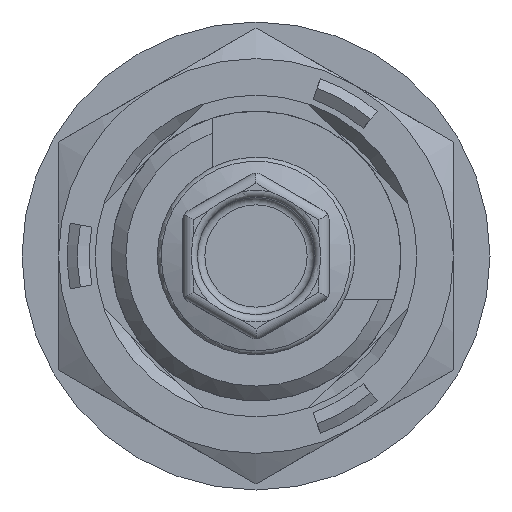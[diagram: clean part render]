
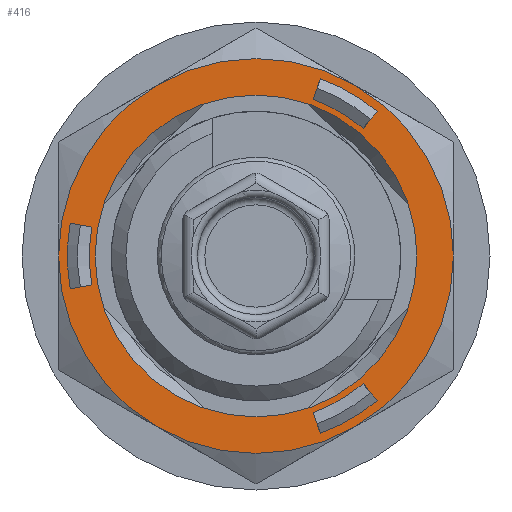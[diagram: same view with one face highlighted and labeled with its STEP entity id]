
A CAD part, front view. The second image highlights one B-rep face of the part: STEP entity #416.
In plain terms, the highlighted face is planar.
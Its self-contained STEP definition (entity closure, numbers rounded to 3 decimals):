
#416 = ADVANCED_FACE( '', ( #872, #873, #874, #875, #876 ), #877, .T. );
#872 = FACE_BOUND( '', #1410, .T. );
#873 = FACE_BOUND( '', #1411, .T. );
#874 = FACE_BOUND( '', #1412, .T. );
#875 = FACE_BOUND( '', #1413, .T. );
#876 = FACE_OUTER_BOUND( '', #1414, .T. );
#877 = PLANE( '', #1415 );
#1410 = EDGE_LOOP( '', ( #2268 ) );
#1411 = EDGE_LOOP( '', ( #2269, #2270, #2271, #2272 ) );
#1412 = EDGE_LOOP( '', ( #2273, #2274, #2275, #2276 ) );
#1413 = EDGE_LOOP( '', ( #2277, #2278, #2279, #2280 ) );
#1414 = EDGE_LOOP( '', ( #2281, #2282, #2283, #2284, #2285, #2286 ) );
#1415 = AXIS2_PLACEMENT_3D( '', #2287, #2288, #2289 );
#2268 = ORIENTED_EDGE( '', *, *, #3283, .T. );
#2269 = ORIENTED_EDGE( '', *, *, #3098, .F. );
#2270 = ORIENTED_EDGE( '', *, *, #3201, .F. );
#2271 = ORIENTED_EDGE( '', *, *, #3284, .F. );
#2272 = ORIENTED_EDGE( '', *, *, #3285, .T. );
#2273 = ORIENTED_EDGE( '', *, *, #3258, .F. );
#2274 = ORIENTED_EDGE( '', *, *, #3103, .F. );
#2275 = ORIENTED_EDGE( '', *, *, #3286, .F. );
#2276 = ORIENTED_EDGE( '', *, *, #3287, .F. );
#2277 = ORIENTED_EDGE( '', *, *, #3288, .F. );
#2278 = ORIENTED_EDGE( '', *, *, #3289, .F. );
#2279 = ORIENTED_EDGE( '', *, *, #3290, .F. );
#2280 = ORIENTED_EDGE( '', *, *, #3184, .F. );
#2281 = ORIENTED_EDGE( '', *, *, #3224, .F. );
#2282 = ORIENTED_EDGE( '', *, *, #3291, .F. );
#2283 = ORIENTED_EDGE( '', *, *, #3252, .F. );
#2284 = ORIENTED_EDGE( '', *, *, #3292, .F. );
#2285 = ORIENTED_EDGE( '', *, *, #3293, .F. );
#2286 = ORIENTED_EDGE( '', *, *, #3151, .F. );
#2287 = CARTESIAN_POINT( '', ( 13.5, 4.8, 0. ) );
#2288 = DIRECTION( '', ( 0., 1., 0. ) );
#2289 = DIRECTION( '', ( 0., 0., 1. ) );
#3098 = EDGE_CURVE( '', #3664, #3666, #3667, .T. );
#3103 = EDGE_CURVE( '', #3673, #3670, #3675, .T. );
#3151 = EDGE_CURVE( '', #3750, #3735, #3752, .T. );
#3184 = EDGE_CURVE( '', #3799, #3802, #3803, .T. );
#3201 = EDGE_CURVE( '', #3828, #3664, #3831, .T. );
#3224 = EDGE_CURVE( '', #3774, #3750, #3865, .T. );
#3252 = EDGE_CURVE( '', #3901, #3904, #3905, .T. );
#3258 = EDGE_CURVE( '', #3670, #3911, #3912, .F. );
#3283 = EDGE_CURVE( '', #3946, #3946, #3947, .T. );
#3284 = EDGE_CURVE( '', #3948, #3828, #3949, .T. );
#3285 = EDGE_CURVE( '', #3948, #3666, #3950, .T. );
#3286 = EDGE_CURVE( '', #3951, #3673, #3952, .T. );
#3287 = EDGE_CURVE( '', #3911, #3951, #3953, .T. );
#3288 = EDGE_CURVE( '', #3954, #3799, #3955, .T. );
#3289 = EDGE_CURVE( '', #3956, #3954, #3957, .F. );
#3290 = EDGE_CURVE( '', #3802, #3956, #3958, .T. );
#3291 = EDGE_CURVE( '', #3904, #3774, #3959, .T. );
#3292 = EDGE_CURVE( '', #3960, #3901, #3961, .T. );
#3293 = EDGE_CURVE( '', #3735, #3960, #3962, .T. );
#3664 = VERTEX_POINT( '', #4499 );
#3666 = VERTEX_POINT( '', #4502 );
#3667 = LINE( '', #4503, #4504 );
#3670 = VERTEX_POINT( '', #4508 );
#3673 = VERTEX_POINT( '', #4512 );
#3675 = LINE( '', #4515, #4516 );
#3735 = VERTEX_POINT( '', #4607 );
#3750 = VERTEX_POINT( '', #4640 );
#3752 = CIRCLE( '', #4649, 13.5 );
#3774 = VERTEX_POINT( '', #4689 );
#3799 = VERTEX_POINT( '', #4732 );
#3802 = VERTEX_POINT( '', #4736 );
#3803 = CIRCLE( '', #4737, 12.9 );
#3828 = VERTEX_POINT( '', #4770 );
#3831 = CIRCLE( '', #4774, 11.4 );
#3865 = CIRCLE( '', #4815, 13.5 );
#3901 = VERTEX_POINT( '', #4866 );
#3904 = VERTEX_POINT( '', #4876 );
#3905 = CIRCLE( '', #4877, 13.5 );
#3911 = VERTEX_POINT( '', #4888 );
#3912 = CIRCLE( '', #4889, 11.4 );
#3946 = VERTEX_POINT( '', #4945 );
#3947 = CIRCLE( '', #4946, 11. );
#3948 = VERTEX_POINT( '', #4947 );
#3949 = LINE( '', #4948, #4949 );
#3950 = CIRCLE( '', #4950, 12.9 );
#3951 = VERTEX_POINT( '', #4951 );
#3952 = CIRCLE( '', #4952, 12.9 );
#3953 = LINE( '', #4953, #4954 );
#3954 = VERTEX_POINT( '', #4955 );
#3955 = LINE( '', #4956, #4957 );
#3956 = VERTEX_POINT( '', #4958 );
#3957 = CIRCLE( '', #4959, 11.4 );
#3958 = LINE( '', #4960, #4961 );
#3959 = CIRCLE( '', #4962, 13.5 );
#3960 = VERTEX_POINT( '', #4963 );
#3961 = CIRCLE( '', #4964, 13.5 );
#3962 = CIRCLE( '', #4965, 13.5 );
#4499 = CARTESIAN_POINT( '', ( 7.328, 4.8, -8.733 ) );
#4502 = CARTESIAN_POINT( '', ( 8.292, 4.8, -9.882 ) );
#4503 = CARTESIAN_POINT( '', ( 7.328, 4.8, -8.733 ) );
#4504 = VECTOR( '', #5435, 1000. );
#4508 = CARTESIAN_POINT( '', ( 7.328, 4.8, 8.733 ) );
#4512 = CARTESIAN_POINT( '', ( 8.292, 4.8, 9.882 ) );
#4515 = CARTESIAN_POINT( '', ( 8.292, 4.8, 9.882 ) );
#4516 = VECTOR( '', #5439, 1000. );
#4607 = CARTESIAN_POINT( '', ( -6.75, 4.8, 11.691 ) );
#4640 = CARTESIAN_POINT( '', ( 6.75, 4.8, 11.691 ) );
#4649 = AXIS2_PLACEMENT_3D( '', #5483, #5484, #5485 );
#4689 = CARTESIAN_POINT( '', ( 13.5, 4.8, 0. ) );
#4732 = CARTESIAN_POINT( '', ( -12.704, 4.8, -2.24 ) );
#4736 = CARTESIAN_POINT( '', ( -12.704, 4.8, 2.24 ) );
#4737 = AXIS2_PLACEMENT_3D( '', #5518, #5519, #5520 );
#4770 = CARTESIAN_POINT( '', ( 3.899, 4.8, -10.712 ) );
#4774 = AXIS2_PLACEMENT_3D( '', #5542, #5543, #5544 );
#4815 = AXIS2_PLACEMENT_3D( '', #5585, #5586, #5587 );
#4866 = CARTESIAN_POINT( '', ( -6.75, 4.8, -11.691 ) );
#4876 = CARTESIAN_POINT( '', ( 6.75, 4.8, -11.691 ) );
#4877 = AXIS2_PLACEMENT_3D( '', #5619, #5620, #5621 );
#4888 = CARTESIAN_POINT( '', ( 3.899, 4.8, 10.712 ) );
#4889 = AXIS2_PLACEMENT_3D( '', #5625, #5626, #5627 );
#4945 = CARTESIAN_POINT( '', ( 0., 4.8, -11. ) );
#4946 = AXIS2_PLACEMENT_3D( '', #5648, #5649, #5650 );
#4947 = CARTESIAN_POINT( '', ( 4.412, 4.8, -12.122 ) );
#4948 = CARTESIAN_POINT( '', ( 4.412, 4.8, -12.122 ) );
#4949 = VECTOR( '', #5651, 1000. );
#4950 = AXIS2_PLACEMENT_3D( '', #5652, #5653, #5654 );
#4951 = CARTESIAN_POINT( '', ( 4.412, 4.8, 12.122 ) );
#4952 = AXIS2_PLACEMENT_3D( '', #5655, #5656, #5657 );
#4953 = CARTESIAN_POINT( '', ( 3.899, 4.8, 10.712 ) );
#4954 = VECTOR( '', #5658, 1000. );
#4955 = CARTESIAN_POINT( '', ( -11.227, 4.8, -1.98 ) );
#4956 = CARTESIAN_POINT( '', ( -11.227, 4.8, -1.98 ) );
#4957 = VECTOR( '', #5659, 1000. );
#4958 = CARTESIAN_POINT( '', ( -11.227, 4.8, 1.98 ) );
#4959 = AXIS2_PLACEMENT_3D( '', #5660, #5661, #5662 );
#4960 = CARTESIAN_POINT( '', ( -12.704, 4.8, 2.24 ) );
#4961 = VECTOR( '', #5663, 1000. );
#4962 = AXIS2_PLACEMENT_3D( '', #5664, #5665, #5666 );
#4963 = CARTESIAN_POINT( '', ( -13.5, 4.8, 0. ) );
#4964 = AXIS2_PLACEMENT_3D( '', #5667, #5668, #5669 );
#4965 = AXIS2_PLACEMENT_3D( '', #5670, #5671, #5672 );
#5435 = DIRECTION( '', ( 0.643, 0., -0.766 ) );
#5439 = DIRECTION( '', ( -0.643, 0., -0.766 ) );
#5483 = CARTESIAN_POINT( '', ( 0., 4.8, 0. ) );
#5484 = DIRECTION( '', ( 0., -1., 0. ) );
#5485 = DIRECTION( '', ( 0., 0., -1. ) );
#5518 = CARTESIAN_POINT( '', ( 0., 4.8, 0. ) );
#5519 = DIRECTION( '', ( 0., 1., 0. ) );
#5520 = DIRECTION( '', ( 0., 0., 1. ) );
#5542 = CARTESIAN_POINT( '', ( 0., 4.8, 0. ) );
#5543 = DIRECTION( '', ( 0., -1., 0. ) );
#5544 = DIRECTION( '', ( 0., 0., -1. ) );
#5585 = CARTESIAN_POINT( '', ( 0., 4.8, 0. ) );
#5586 = DIRECTION( '', ( 0., -1., 0. ) );
#5587 = DIRECTION( '', ( 0., 0., -1. ) );
#5619 = CARTESIAN_POINT( '', ( 0., 4.8, 0. ) );
#5620 = DIRECTION( '', ( 0., -1., 0. ) );
#5621 = DIRECTION( '', ( 0., 0., -1. ) );
#5625 = CARTESIAN_POINT( '', ( 0., 4.8, 0. ) );
#5626 = DIRECTION( '', ( 0., 1., 0. ) );
#5627 = DIRECTION( '', ( 0., 0., 1. ) );
#5648 = CARTESIAN_POINT( '', ( 0., 4.8, 0. ) );
#5649 = DIRECTION( '', ( 0., -1., 0. ) );
#5650 = DIRECTION( '', ( 0., 0., -1. ) );
#5651 = DIRECTION( '', ( -0.342, 0., 0.94 ) );
#5652 = CARTESIAN_POINT( '', ( 0., 4.8, 0. ) );
#5653 = DIRECTION( '', ( 0., -1., 0. ) );
#5654 = DIRECTION( '', ( 0., 0., -1. ) );
#5655 = CARTESIAN_POINT( '', ( 0., 4.8, 0. ) );
#5656 = DIRECTION( '', ( 0., 1., 0. ) );
#5657 = DIRECTION( '', ( 0., 0., 1. ) );
#5658 = DIRECTION( '', ( 0.342, 0., 0.94 ) );
#5659 = DIRECTION( '', ( -0.985, 0., -0.174 ) );
#5660 = CARTESIAN_POINT( '', ( 0., 4.8, 0. ) );
#5661 = DIRECTION( '', ( 0., 1., 0. ) );
#5662 = DIRECTION( '', ( 0., 0., 1. ) );
#5663 = DIRECTION( '', ( 0.985, 0., -0.174 ) );
#5664 = CARTESIAN_POINT( '', ( 0., 4.8, 0. ) );
#5665 = DIRECTION( '', ( 0., -1., 0. ) );
#5666 = DIRECTION( '', ( 0., 0., -1. ) );
#5667 = CARTESIAN_POINT( '', ( 0., 4.8, 0. ) );
#5668 = DIRECTION( '', ( 0., -1., 0. ) );
#5669 = DIRECTION( '', ( 0., 0., -1. ) );
#5670 = CARTESIAN_POINT( '', ( 0., 4.8, 0. ) );
#5671 = DIRECTION( '', ( 0., -1., 0. ) );
#5672 = DIRECTION( '', ( 0., 0., -1. ) );
